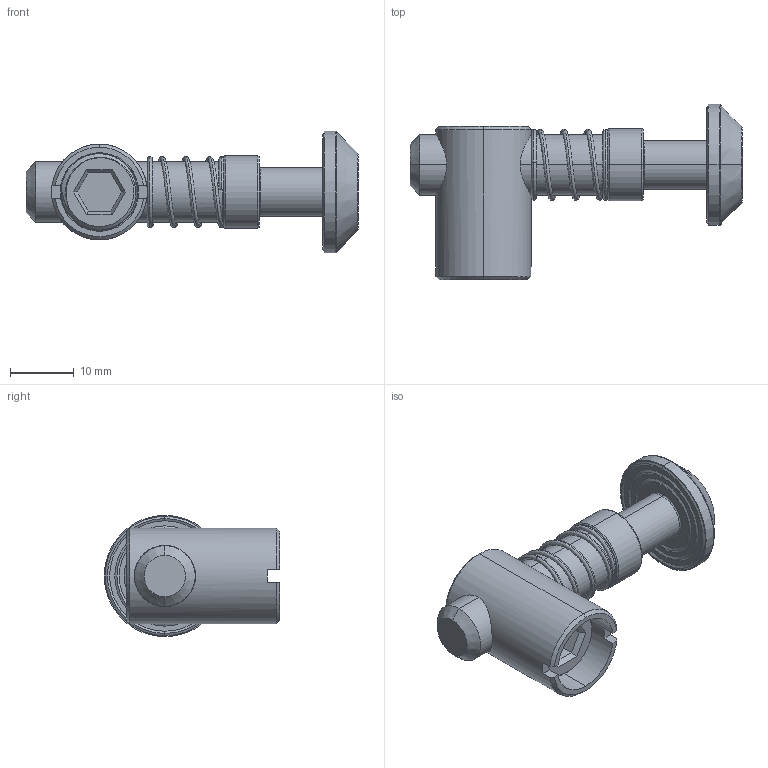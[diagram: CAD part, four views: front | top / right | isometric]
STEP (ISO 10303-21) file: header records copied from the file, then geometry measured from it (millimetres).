
FILE_DESCRIPTION (( 'STEP AP214' ), '1' );
FILE_NAME ('099b081511.STEP', '2014-08-21T07:18:18', ( '' ), ( '' ), 'SwSTEP 2.0', 'SolidWorks 2014', '' );
FILE_SCHEMA (( 'AUTOMOTIVE_DESIGN' ));
Length unit declared in the file: millimetre
Products named in the file (5): 4din914m1212ms04_4din914m1212ms04; 099b081511s-1_Standard; 099b081511-2_Standard; 099b081511; 099b081511s-3_Standard
Assembly tree (4 placements, depth 2):
  099b081511
    099b081511-2_Standard
    099b081511s-1_Standard
    4din914m1212ms04_4din914m1212ms04
    099b081511s-3_Standard
Bounding box: 52 x 27.5 x 19 mm (x, y, z)
Volume: 6864.6 mm3; surface area: 5353.8 mm2
Topology: 4 solids, 4 shells, 121 faces, 278 edges, 171 vertices
Faces by surface type: plane 40, cone 30, cylinder 26, torus 18, bspline 7
Entity records: 7762 total; most frequent: CARTESIAN_POINT 4757, DIRECTION 597, ORIENTED_EDGE 554, EDGE_CURVE 277, AXIS2_PLACEMENT_3D 247, VERTEX_POINT 171, EDGE_LOOP 132, CIRCLE 126
